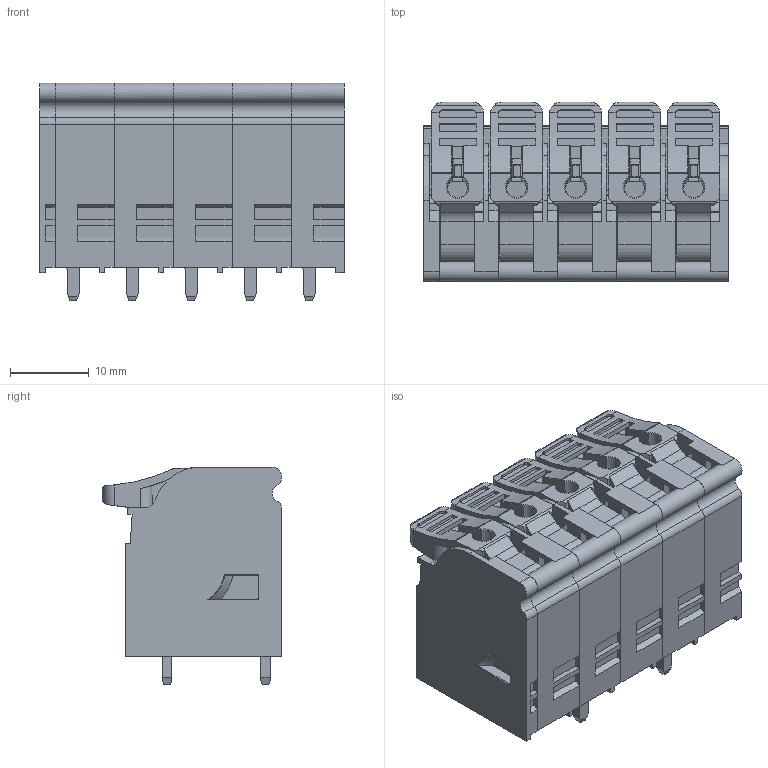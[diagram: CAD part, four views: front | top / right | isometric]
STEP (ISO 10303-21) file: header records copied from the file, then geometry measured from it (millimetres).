
FILE_DESCRIPTION( ( 'Unknown' ), '1' );
FILE_NAME( '691404910005B.stp', 'Unknown', ( 'Unknown' ), ( 'Unknown' ), 'PSStep 18.0.17', 'Unknown', ' ' );
FILE_SCHEMA( ( 'AUTOMOTIVE_DESIGN { 1 0 10303 214 1 1 1 1 }' ) );
Length unit declared in the file: millimetre
Products named in the file (12): 6914049100xxB_Center2; 6914049100xx_Center; 6914049100xx_Pin2; 6914049100xx_Spring; 6914049100xx_Lever; 6914049100xx_Spring2; 6914049100xxB_Start; 6914049100xx_Start; 6914049100xxB_Center; 6914049100xx_Pin; Assem1; 6914049100xx_End plate
Assembly tree (21 placements, depth 3):
  Assem1
    6914049100xx_End plate
    6914049100xxB_Start
      6914049100xx_Start
      6914049100xx_Spring
      6914049100xx_Pin2
      6914049100xx_Lever
      6914049100xx_Spring2
    6914049100xxB_Center  x2
      6914049100xx_Center
      6914049100xx_Lever
      6914049100xx_Spring
      6914049100xx_Pin
      6914049100xx_Spring2
    6914049100xxB_Center2  x2
      6914049100xx_Center
      6914049100xx_Pin2
      6914049100xx_Spring
      6914049100xx_Lever
      6914049100xx_Spring2
Bounding box: 38.7 x 22.8 x 27.7 mm (x, y, z)
Volume: 8656.7 mm3; surface area: 22339.5 mm2
Topology: 26 solids, 26 shells, 3409 faces, 9259 edges, 6083 vertices
Faces by surface type: plane 2179, cylinder 1081, torus 99, cone 30, bspline 20
Full cylindrical faces by diameter (mm): 0.4 x2, 0.6 x8, 0.64 x20, 1 x20, 1.5 x80, 1.6 x5, 2 x5, 2.2 x10, 2.25 x5, 2.4 x10
Entity records: 48233 total; most frequent: CARTESIAN_POINT 8005, DIRECTION 6337, ORIENTED_EDGE 6246, EDGE_CURVE 3123, LINE 2187, VECTOR 2187, VERTEX_POINT 2106, AXIS2_PLACEMENT_3D 2075
